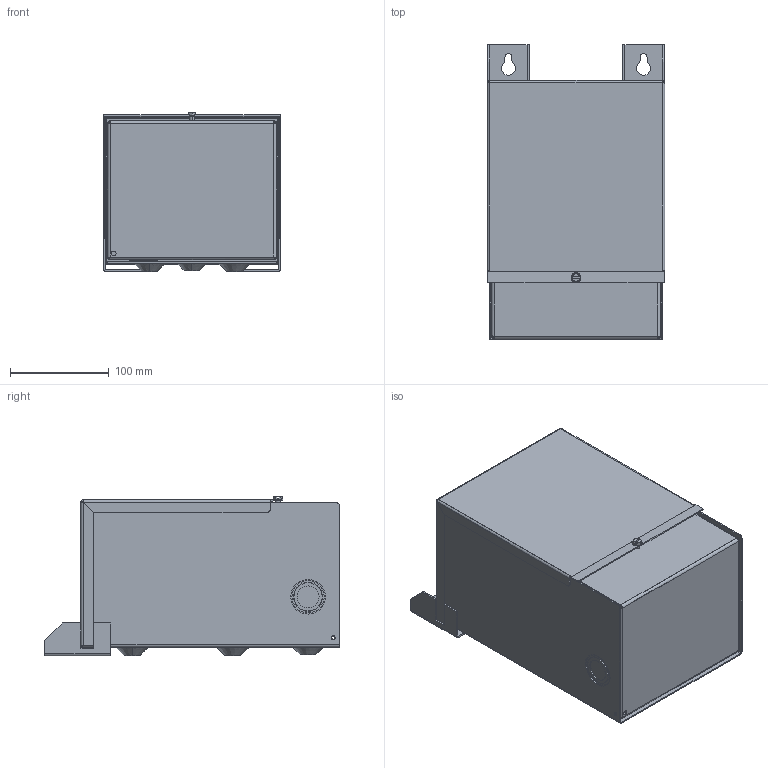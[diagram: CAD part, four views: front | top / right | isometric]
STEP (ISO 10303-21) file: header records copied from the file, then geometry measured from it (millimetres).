
FILE_DESCRIPTION (( 'STEP AP203' ), '1' );
FILE_NAME ('C1F002LES.step', '2020-03-24T14:42:04', ( '' ), ( '' ), 'SwSTEP 2.0', 'SolidWorks 2019', '' );
FILE_SCHEMA (( 'CONFIG_CONTROL_DESIGN' ));
Length unit declared in the file: inch
Products named in the file (1): C1F002LES
Bounding box: 179.48 x 298.08 x 161.26 mm (x, y, z)
Volume: 303567 mm3; surface area: 492054.5 mm2
Topology: 6 solids, 7 shells, 321 faces, 768 edges, 486 vertices
Faces by surface type: plane 162, cylinder 125, cone 18, bspline 16
Entity records: 10237 total; most frequent: CARTESIAN_POINT 2596, DIRECTION 1602, ORIENTED_EDGE 1536, EDGE_CURVE 768, AXIS2_PLACEMENT_3D 572, VERTEX_POINT 486, VECTOR 458, LINE 458
